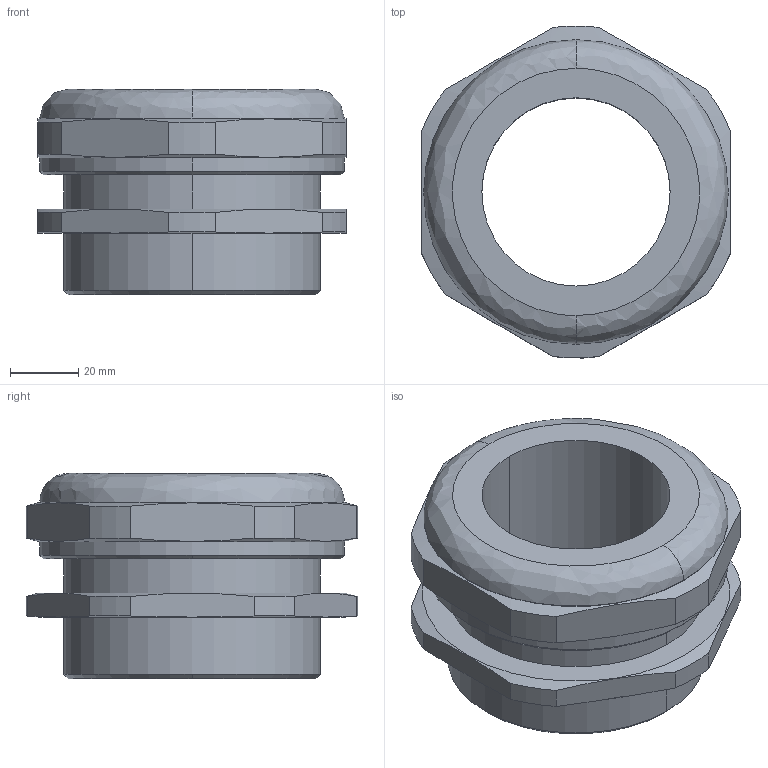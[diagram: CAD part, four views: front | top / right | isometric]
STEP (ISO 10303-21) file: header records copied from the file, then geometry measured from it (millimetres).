
FILE_DESCRIPTION (( 'STEP AP214' ), '1' );
FILE_NAME ('2086156.stp', '2016-11-07T09:26:25', ( '' ), ( '' ), 'SwSTEP 2.0', 'SolidWorks 2016', '' );
FILE_SCHEMA (( 'AUTOMOTIVE_DESIGN' ));
Length unit declared in the file: millimetre
Products named in the file (1): 2086156
Bounding box: 90 x 96.95 x 60 mm (x, y, z)
Volume: 187165.5 mm3; surface area: 38311.3 mm2
Topology: 1 solids, 1 shells, 55 faces, 148 edges, 98 vertices
Faces by surface type: cylinder 24, plane 17, cone 12, bspline 2
Entity records: 2154 total; most frequent: CARTESIAN_POINT 742, ORIENTED_EDGE 296, DIRECTION 288, EDGE_CURVE 148, AXIS2_PLACEMENT_3D 120, VERTEX_POINT 98, CIRCLE 66, EDGE_LOOP 60
